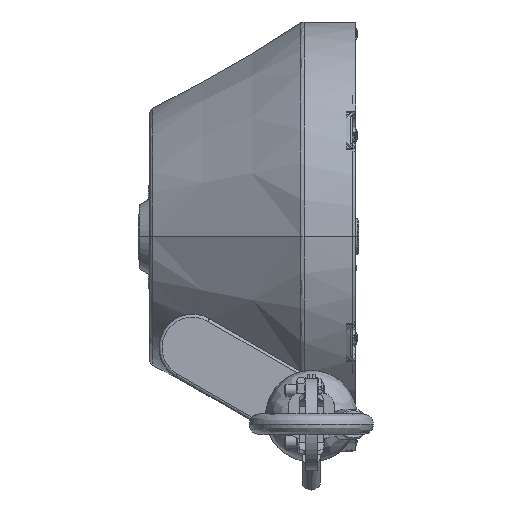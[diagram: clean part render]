
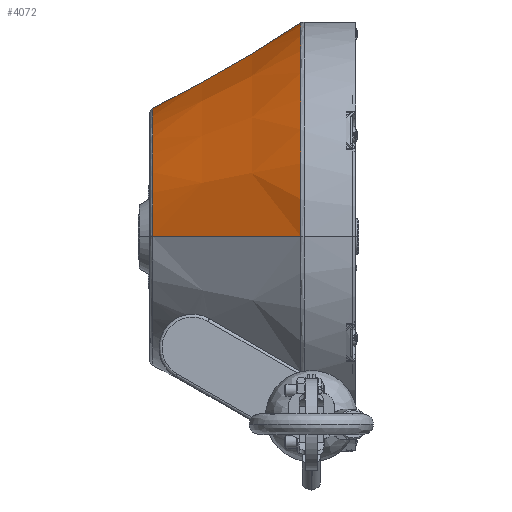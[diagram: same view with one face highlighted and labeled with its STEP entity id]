
A CAD part, top view. The second image highlights one B-rep face of the part: STEP entity #4072.
In plain terms, the highlighted conical face has half-angle 30 degrees and reference radius 70.5 mm.
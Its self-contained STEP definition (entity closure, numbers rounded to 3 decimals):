
#2157 = AXIS2_PLACEMENT_3D ( 'NONE', #64854, #13661, #38140 ) ;
#3247 = CIRCLE ( 'NONE', #2157, 42.174 ) ;
#4072 = ADVANCED_FACE ( 'NONE', ( #15868 ), #12676, .T. ) ;
#5315 = EDGE_CURVE ( 'NONE', #26722, #22032, #48210, .T. ) ;
#8062 = VERTEX_POINT ( 'NONE', #46898 ) ;
#10202 = CARTESIAN_POINT ( 'NONE',  ( 50.062, 0., 70.5 ) ) ;
#12052 = CARTESIAN_POINT ( 'NONE',  ( 1., 0., -42.174 ) ) ;
#12676 = CONICAL_SURFACE ( 'NONE', #66126, 70.5, 0.524 ) ;
#13661 = DIRECTION ( 'NONE',  ( 1., 0., 0. ) ) ;
#13844 = DIRECTION ( 'NONE',  ( 0.866, 0., -0.5 ) ) ;
#14618 = EDGE_CURVE ( 'NONE', #65298, #8062, #3247, .T. ) ;
#15868 = FACE_OUTER_BOUND ( 'NONE', #37188, .T. ) ;
#17078 = VECTOR ( 'NONE', #41034, 1000. ) ;
#17304 = ORIENTED_EDGE ( 'NONE', *, *, #43901, .F. ) ;
#22032 = VERTEX_POINT ( 'NONE', #37823 ) ;
#22237 = DIRECTION ( 'NONE',  ( 0., 0., -1. ) ) ;
#23295 = DIRECTION ( 'NONE',  ( 0., 1., 0. ) ) ;
#26722 = VERTEX_POINT ( 'NONE', #37711 ) ;
#27972 = AXIS2_PLACEMENT_3D ( 'NONE', #58746, #64424, #23295 ) ;
#31354 = VECTOR ( 'NONE', #13844, 1000. ) ;
#33631 = ORIENTED_EDGE ( 'NONE', *, *, #5315, .T. ) ;
#36685 = CARTESIAN_POINT ( 'NONE',  ( 50.062, 0., 0. ) ) ;
#37188 = EDGE_LOOP ( 'NONE', ( #49417, #58258, #33631, #17304 ) ) ;
#37711 = CARTESIAN_POINT ( 'NONE',  ( 49.598, 0., 70.232 ) ) ;
#37823 = CARTESIAN_POINT ( 'NONE',  ( 49.598, 0., -70.232 ) ) ;
#38140 = DIRECTION ( 'NONE',  ( 0., 1., 0. ) ) ;
#38998 = CARTESIAN_POINT ( 'NONE',  ( 50.062, 0., -70.5 ) ) ;
#39651 = LINE ( 'NONE', #38998, #31354 ) ;
#40713 = LINE ( 'NONE', #10202, #17078 ) ;
#41034 = DIRECTION ( 'NONE',  ( 0.866, 0., 0.5 ) ) ;
#43901 = EDGE_CURVE ( 'NONE', #65298, #22032, #39651, .T. ) ;
#46898 = CARTESIAN_POINT ( 'NONE',  ( 1., 0., 42.174 ) ) ;
#48210 = CIRCLE ( 'NONE', #27972, 70.232 ) ;
#49417 = ORIENTED_EDGE ( 'NONE', *, *, #14618, .T. ) ;
#58258 = ORIENTED_EDGE ( 'NONE', *, *, #64268, .T. ) ;
#58680 = DIRECTION ( 'NONE',  ( 1., 0., 0. ) ) ;
#58746 = CARTESIAN_POINT ( 'NONE',  ( 49.598, 0., 0. ) ) ;
#64268 = EDGE_CURVE ( 'NONE', #8062, #26722, #40713, .T. ) ;
#64424 = DIRECTION ( 'NONE',  ( -1., 0., 0. ) ) ;
#64854 = CARTESIAN_POINT ( 'NONE',  ( 1., 0., 0. ) ) ;
#65298 = VERTEX_POINT ( 'NONE', #12052 ) ;
#66126 = AXIS2_PLACEMENT_3D ( 'NONE', #36685, #58680, #22237 ) ;
